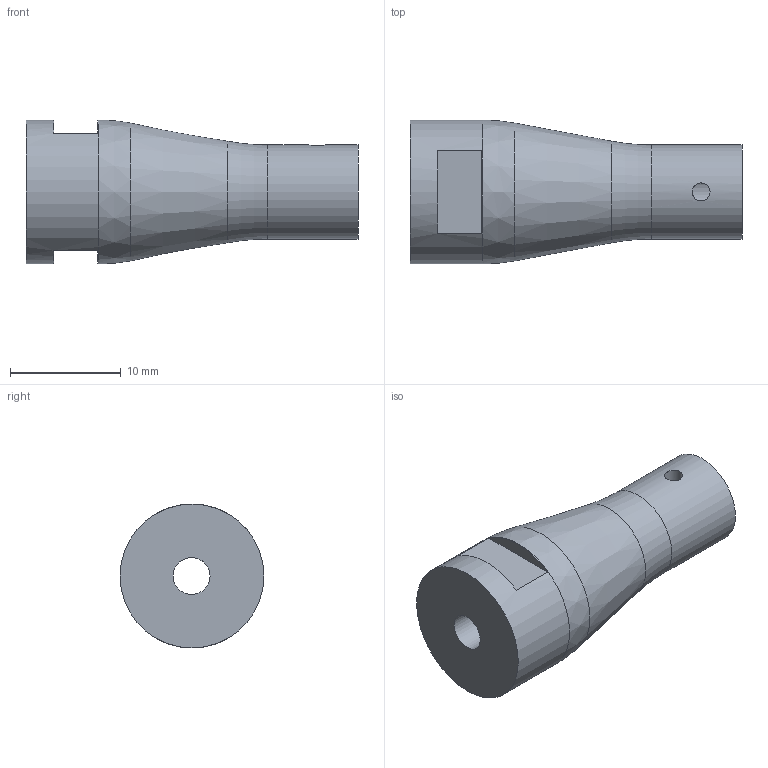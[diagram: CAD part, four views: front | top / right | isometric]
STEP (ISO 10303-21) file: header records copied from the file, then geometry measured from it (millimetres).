
FILE_DESCRIPTION(/* description */ (''),/* implementation_level */ '2;1');
FILE_NAME(/* name */ 'Axe bp rACING v1.step',/* time_stamp */ '2022-03-17T22:57:54+01:00',/* author */ (''),/* organization */ (''),/* preprocessor_version */ 'ST-DEVELOPER v18.1',/* originating_system */ 'Autodesk Translation Framework v10.13.0.1454',/* authorisation */ '');
FILE_SCHEMA (('AUTOMOTIVE_DESIGN { 1 0 10303 214 3 1 1 }'));
Length unit declared in the file: millimetre
Products named in the file (1): Axe bp rACING
Bounding box: 30 x 13 x 13 mm (x, y, z)
Volume: 2418.6 mm3; surface area: 1521.7 mm2
Topology: 1 solids, 1 shells, 15 faces, 35 edges, 24 vertices
Faces by surface type: plane 8, cylinder 4, torus 1, cone 1, bspline 1
Full cylindrical faces by diameter (mm): 1.623 x1, 3.332 x1, 8.5 x1, 13 x1
Entity records: 567 total; most frequent: CARTESIAN_POINT 170, DIRECTION 79, ORIENTED_EDGE 70, EDGE_CURVE 35, AXIS2_PLACEMENT_3D 33, VERTEX_POINT 24, EDGE_LOOP 21, CIRCLE 18
